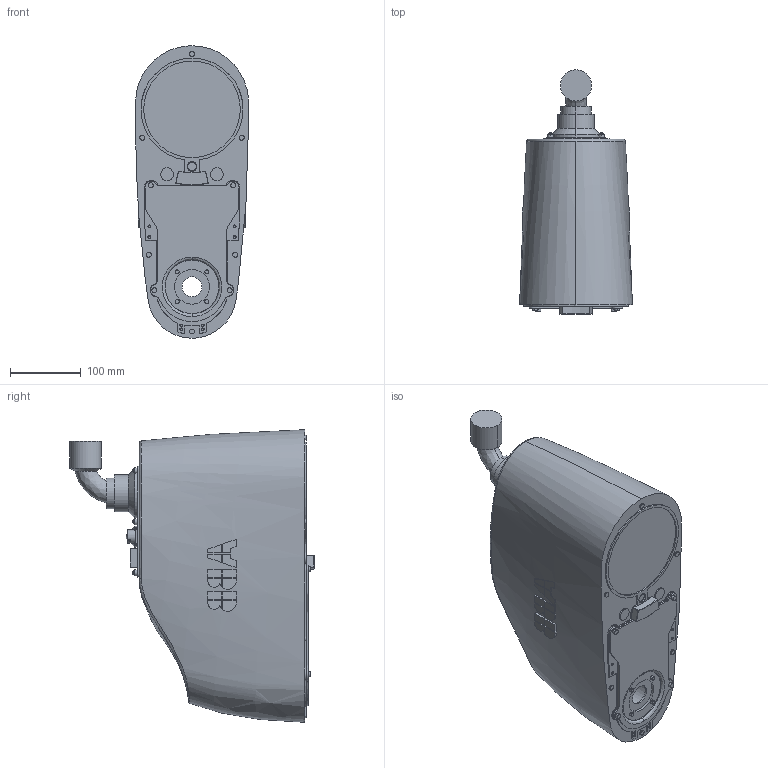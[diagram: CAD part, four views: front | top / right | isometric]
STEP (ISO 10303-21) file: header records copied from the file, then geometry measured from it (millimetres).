
FILE_DESCRIPTION (( 'STEP AP203' ), '1' );
FILE_NAME ('link_link_2_Default_sldprt.STEP', '2023-04-03T04:43:45', ( '' ), ( '' ), 'SwSTEP 2.0', 'SolidWorks 2022', '' );
FILE_SCHEMA (( 'CONFIG_CONTROL_DESIGN' ));
Length unit declared in the file: millimetre
Products named in the file (1): link_link_2_Default_sldprt
Bounding box: 159 x 343.9 x 412 mm (x, y, z)
Volume: 11007268.1 mm3; surface area: 362110.2 mm2
Topology: 1 solids, 1 shells, 595 faces, 1413 edges, 904 vertices
Faces by surface type: plane 308, cylinder 131, bspline 88, cone 68
Entity records: 27928 total; most frequent: CARTESIAN_POINT 14786, ORIENTED_EDGE 2822, DIRECTION 2493, EDGE_CURVE 1411, VERTEX_POINT 904, AXIS2_PLACEMENT_3D 899, VECTOR 695, LINE 695
